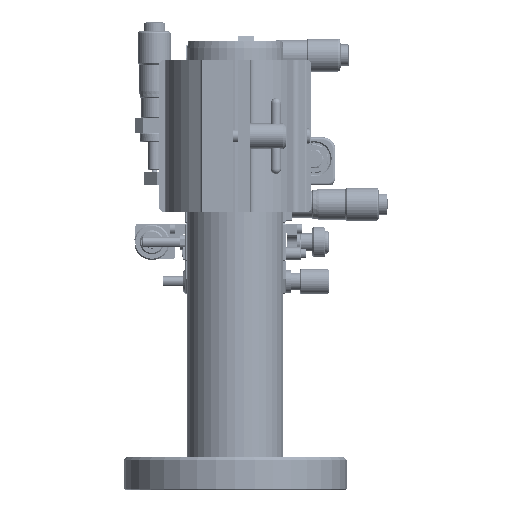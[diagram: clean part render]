
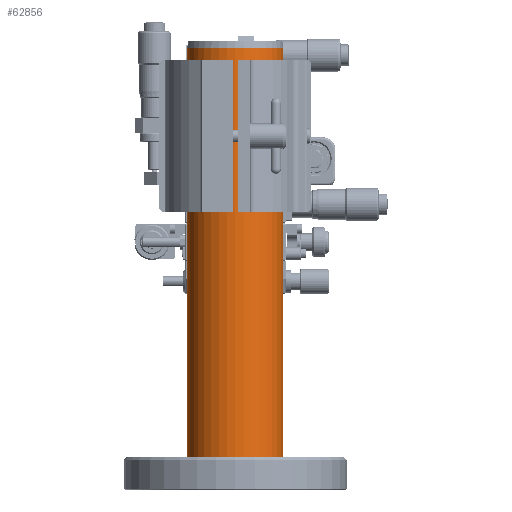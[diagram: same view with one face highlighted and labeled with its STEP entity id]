
A CAD part, left-side view. The second image highlights one B-rep face of the part: STEP entity #62856.
In plain terms, the highlighted cylindrical face has radius 19.05 mm (diameter 38.1 mm), a full revolution.
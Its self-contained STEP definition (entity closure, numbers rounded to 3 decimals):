
#4223=CYLINDRICAL_SURFACE('',#67252,19.05);
#5509=FACE_OUTER_BOUND('',#9455,.T.);
#9455=EDGE_LOOP('',(#43898,#43899,#43900,#43901));
#14211=LINE('',#94360,#19604);
#19604=VECTOR('',#74669,19.05);
#24975=CIRCLE('',#67221,19.05);
#24990=CIRCLE('',#67251,19.05);
#28158=VERTEX_POINT('',#94302);
#28173=VERTEX_POINT('',#94356);
#34357=EDGE_CURVE('',#28158,#28158,#24975,.T.);
#34381=EDGE_CURVE('',#28173,#28173,#24990,.T.);
#34383=EDGE_CURVE('',#28173,#28158,#14211,.T.);
#43898=ORIENTED_EDGE('',*,*,#34381,.F.);
#43899=ORIENTED_EDGE('',*,*,#34383,.T.);
#43900=ORIENTED_EDGE('',*,*,#34357,.F.);
#43901=ORIENTED_EDGE('',*,*,#34383,.F.);
#62856=ADVANCED_FACE('',(#5509),#4223,.T.);
#67221=AXIS2_PLACEMENT_3D('',#94303,#74595,#74596);
#67251=AXIS2_PLACEMENT_3D('',#94357,#74664,#74665);
#67252=AXIS2_PLACEMENT_3D('',#94359,#74667,#74668);
#74595=DIRECTION('center_axis',(0.,0.,-1.));
#74596=DIRECTION('ref_axis',(-1.,0.,0.));
#74664=DIRECTION('center_axis',(0.,0.,1.));
#74665=DIRECTION('ref_axis',(-1.,0.,0.));
#74667=DIRECTION('center_axis',(0.,0.,1.));
#74668=DIRECTION('ref_axis',(-1.,0.,0.));
#74669=DIRECTION('',(0.,0.,-1.));
#94302=CARTESIAN_POINT('',(19.05,0.,13.));
#94303=CARTESIAN_POINT('Origin',(0.,0.,13.));
#94356=CARTESIAN_POINT('',(19.05,0.,174.8));
#94357=CARTESIAN_POINT('Origin',(0.,0.,174.8));
#94359=CARTESIAN_POINT('Origin',(0.,0.,11.));
#94360=CARTESIAN_POINT('',(19.05,0.,11.));
